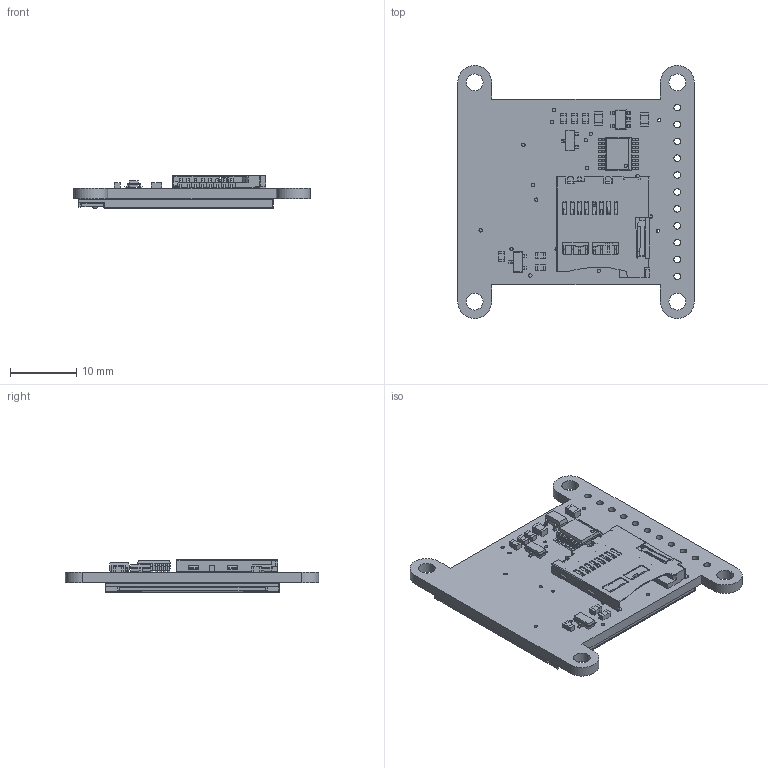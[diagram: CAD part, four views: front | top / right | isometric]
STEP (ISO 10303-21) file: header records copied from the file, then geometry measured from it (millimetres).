
FILE_DESCRIPTION(/* description */ (''),/* implementation_level */ '2;1');
FILE_NAME(/* name */ 'Adafruit 1.3in 240x240 IPS TFT.step',/* time_stamp */ '2019-12-27T15:34:12-05:00',/* author */ (''),/* organization */ (''),/* preprocessor_version */ 'ST-DEVELOPER v18',/* originating_system */ 'Autodesk Translation Framework v8.12.0.6',/* authorisation */ '');
FILE_SCHEMA (('AUTOMOTIVE_DESIGN { 1 0 10303 214 3 1 1 }'));
Length unit declared in the file: millimetre
Products named in the file (11): Adafruit 1.3in 240x240 IPS TFT; PCB Component; Board; MICROSD; AP2112K-3.3; 10uF; 10; BSS138; 74HC4050; DISP_LCD_ST7789_1.3IN; APX803-SAG
Assembly tree (16 placements, depth 3):
  Adafruit 1.3in 240x240 IPS TFT
    PCB Component
      Board
      MICROSD
      AP2112K-3.3
      10uF  x2
      10  x6
      BSS138
      74HC4050
      DISP_LCD_ST7789_1.3IN
      APX803-SAG
Bounding box: 35.56 x 38.1 x 4.91 mm (x, y, z)
Volume: 2964.2 mm3; surface area: 5477.2 mm2
Topology: 15 solids, 15 shells, 1265 faces, 3495 edges, 2278 vertices
Faces by surface type: plane 945, cylinder 320
Full cylindrical faces by diameter (mm): 0.5 x28, 1 x11, 2.5 x4
Entity records: 39253 total; most frequent: CARTESIAN_POINT 6621, ORIENTED_EDGE 6558, DIRECTION 6335, EDGE_CURVE 3279, LINE 2639, VECTOR 2639, VERTEX_POINT 2134, AXIS2_PLACEMENT_3D 1848
